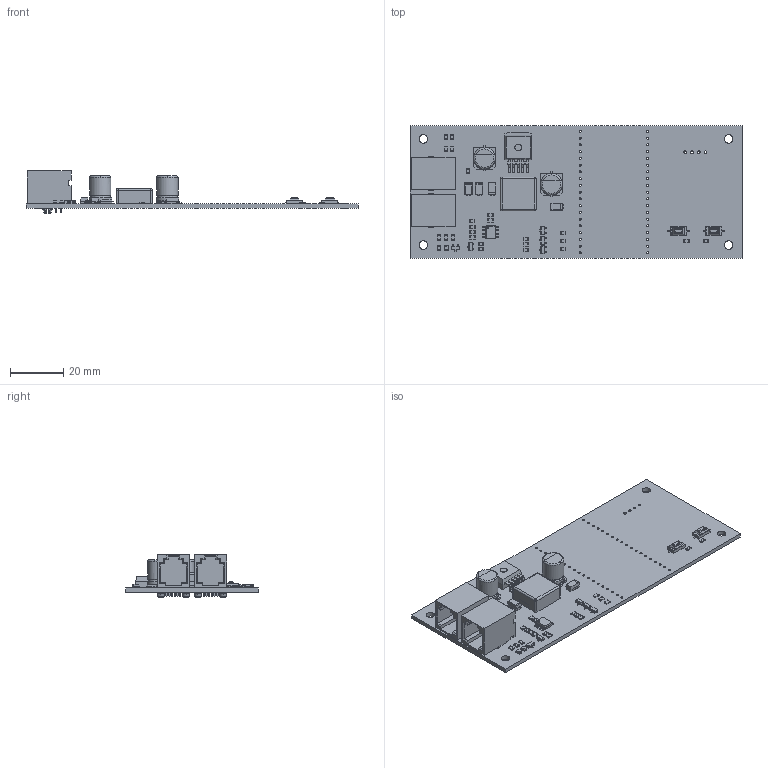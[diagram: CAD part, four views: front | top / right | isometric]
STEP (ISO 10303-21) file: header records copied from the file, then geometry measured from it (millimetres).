
FILE_DESCRIPTION(('KiCad electronic assembly'),'2;1');
FILE_NAME('LocoBuffer-3D.step','2023-08-14T13:52:50',('Pcbnew'),('Kicad' ),'Open CASCADE STEP processor 7.5','KiCad to STEP converter', 'Unknown');
FILE_SCHEMA(('AUTOMOTIVE_DESIGN { 1 0 10303 214 1 1 1 1 }'));
Length unit declared in the file: millimetre
Products named in the file (24): LocoBuffer-3D 1; LED_0805_2012Metric; SOLID; RJE0166001--3DModel-STEP-56544; COMPOUND; R_0805_2012Metric; SOIC-8_3.9x4.9mm_P1.27mm; SOT-23; C_0805_2012Metric; D_SMA; CP_Elec_8x10.5; TO-263-5_TabPin3; SW_SPST_CK_RS282G05A3; L_Sunlord_MWSA1206S-101; tmpojju05au PCB
Assembly tree (56 placements, depth 3):
  LocoBuffer-3D 1
    LED_0805_2012Metric  x4
      SOLID
    RJE0166001--3DModel-STEP-56544  x2
      COMPOUND
    R_0805_2012Metric  x21
      SOLID
    SOIC-8_3.9x4.9mm_P1.27mm
      SOLID
    SOT-23  x5
      SOLID
    C_0805_2012Metric
      SOLID
    D_SMA  x4
      SOLID
    CP_Elec_8x10.5  x2
      SOLID
    TO-263-5_TabPin3
      COMPOUND
    SW_SPST_CK_RS282G05A3  x2
      SOLID
    L_Sunlord_MWSA1206S-101
      COMPOUND
    tmpojju05au PCB
Bounding box: 125 x 50 x 15.95 mm (x, y, z)
Volume: 15567.1 mm3; surface area: 19626.5 mm2
Topology: 65 solids, 65 shells, 2351 faces, 6027 edges, 3844 vertices
Faces by surface type: plane 1602, cylinder 476, bspline 211, torus 32, cone 24, sphere 4, revolution 2
Full cylindrical faces by diameter (mm): 0.6 x1, 0.8 x38, 0.89 x12, 1 x4, 2.5 x1, 3.2 x4, 3.45 x4, 8 x4
Entity records: 66656 total; most frequent: CARTESIAN_POINT 14003, DIRECTION 8893, LINE 6068, VECTOR 6068, ORIENTED_EDGE 4828, PCURVE 4828, DEFINITIONAL_REPRESENTATION 4828, EDGE_CURVE 2414
